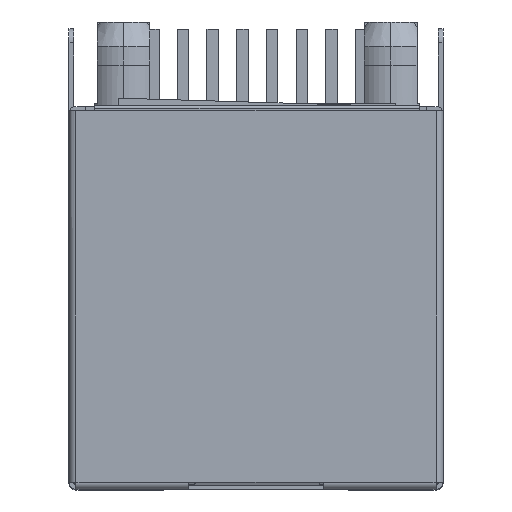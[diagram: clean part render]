
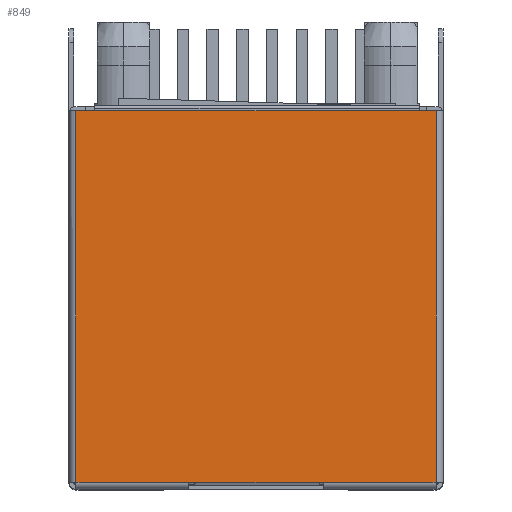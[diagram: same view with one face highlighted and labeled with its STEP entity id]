
A CAD part, top view. The second image highlights one B-rep face of the part: STEP entity #849.
In plain terms, the highlighted planar face has unit normal (0, 0, 1).
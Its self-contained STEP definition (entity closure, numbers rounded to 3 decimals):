
#849=ADVANCED_FACE('',(#2427),#2428,.F.);
#2427=FACE_OUTER_BOUND('',#4202,.T.);
#2428=PLANE('',#4203);
#4202=EDGE_LOOP('',(#10654,#10655,#10656,#10657,#10658,#10659));
#4203=AXIS2_PLACEMENT_3D('',#10660,#10661,#10662);
#10654=ORIENTED_EDGE('',*,*,#14127,.T.);
#10655=ORIENTED_EDGE('',*,*,#14128,.F.);
#10656=ORIENTED_EDGE('',*,*,#13908,.T.);
#10657=ORIENTED_EDGE('',*,*,#14129,.F.);
#10658=ORIENTED_EDGE('',*,*,#14047,.F.);
#10659=ORIENTED_EDGE('',*,*,#14130,.T.);
#10660=CARTESIAN_POINT('',(-15.041,1.15,22.95));
#10661=DIRECTION('',(0.,0.,-1.0));
#10662=DIRECTION('',(-1.0,0.,0.));
#13908=EDGE_CURVE('',#17485,#17489,#17491,.F.);
#14047=EDGE_CURVE('',#17743,#17745,#17746,.F.);
#14127=EDGE_CURVE('',#17863,#17873,#17874,.F.);
#14128=EDGE_CURVE('',#17485,#17873,#17875,.T.);
#14129=EDGE_CURVE('',#17745,#17489,#17876,.F.);
#14130=EDGE_CURVE('',#17743,#17863,#17877,.T.);
#17485=VERTEX_POINT('',#23065);
#17489=VERTEX_POINT('',#23070);
#17491=LINE('',#23072,#23073);
#17743=VERTEX_POINT('',#23434);
#17745=VERTEX_POINT('',#23436);
#17746=LINE('',#23437,#23438);
#17863=VERTEX_POINT('',#23612);
#17873=VERTEX_POINT('',#23629);
#17874=LINE('',#23630,#23631);
#17875=LINE('',#23632,#23633);
#17876=LINE('',#23634,#23635);
#17877=LINE('',#23636,#23637);
#23065=CARTESIAN_POINT('',(-19.961,-14.75,22.95));
#23070=CARTESIAN_POINT('',(-15.141,-14.75,22.95));
#23072=CARTESIAN_POINT('',(-15.041,-14.75,22.95));
#23073=VECTOR('',#26698,1000.0);
#23434=CARTESIAN_POINT('',(-30.541,1.15,22.95));
#23436=CARTESIAN_POINT('',(-15.141,1.15,22.95));
#23437=CARTESIAN_POINT('',(-15.041,1.15,22.95));
#23438=VECTOR('',#26898,1000.0);
#23612=CARTESIAN_POINT('',(-30.541,-14.75,22.95));
#23629=CARTESIAN_POINT('',(-25.721,-14.75,22.95));
#23630=CARTESIAN_POINT('',(-15.041,-14.75,22.95));
#23631=VECTOR('',#27008,1000.0);
#23632=CARTESIAN_POINT('',(-19.961,-14.75,22.95));
#23633=VECTOR('',#27009,1000.0);
#23634=CARTESIAN_POINT('',(-15.141,1.15,22.95));
#23635=VECTOR('',#27010,1000.0);
#23636=CARTESIAN_POINT('',(-30.541,1.15,22.95));
#23637=VECTOR('',#27011,1000.0);
#26698=DIRECTION('',(-1.0,0.,0.));
#26898=DIRECTION('',(-1.0,0.,0.));
#27008=DIRECTION('',(-1.0,0.,0.));
#27009=DIRECTION('',(-1.0,0.,0.));
#27010=DIRECTION('',(0.,1.0,0.));
#27011=DIRECTION('',(0.,-1.0,0.));
